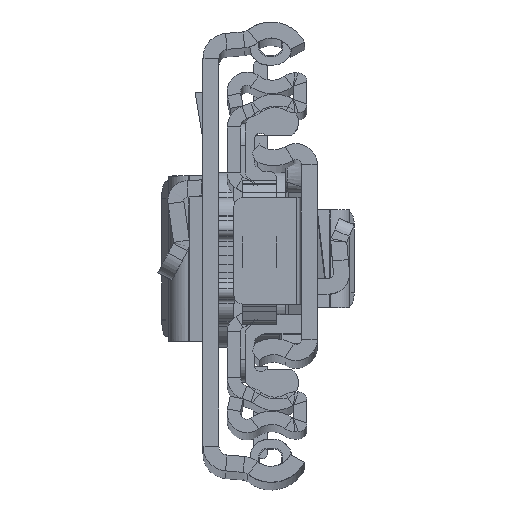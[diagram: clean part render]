
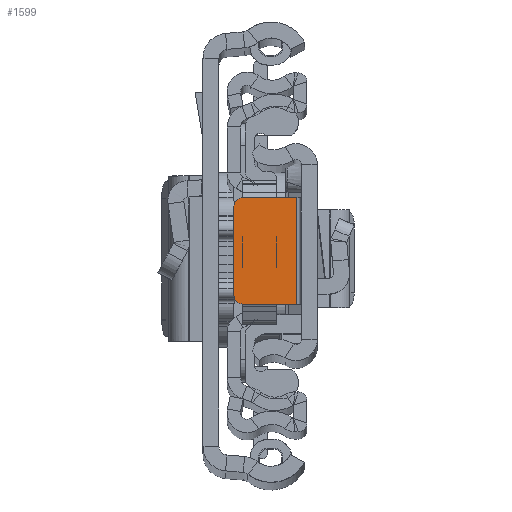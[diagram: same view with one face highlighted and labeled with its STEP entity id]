
A CAD part, top view. The second image highlights one B-rep face of the part: STEP entity #1599.
In plain terms, the highlighted planar face has unit normal (0, 0, 1).
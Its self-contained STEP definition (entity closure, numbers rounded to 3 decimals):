
#102 = ORIENTED_EDGE ( 'NONE', *, *, #8591, .T. ) ;
#198 = ORIENTED_EDGE ( 'NONE', *, *, #20327, .F. ) ;
#292 = CARTESIAN_POINT ( 'NONE',  ( -8.4, 6.151, -6.8 ) ) ;
#472 = CARTESIAN_POINT ( 'NONE',  ( -9.4, 5.151, -6.8 ) ) ;
#1304 = DIRECTION ( 'NONE',  ( 1., 0., 0. ) ) ;
#1599 = ADVANCED_FACE ( 'NONE', ( #26549 ), #5571, .T. ) ;
#1799 = CIRCLE ( 'NONE', #27382, 1. ) ;
#3481 = EDGE_CURVE ( 'NONE', #18001, #13116, #25681, .T. ) ;
#4100 = CIRCLE ( 'NONE', #29675, 1. ) ;
#5223 = ORIENTED_EDGE ( 'NONE', *, *, #3481, .F. ) ;
#5571 = PLANE ( 'NONE',  #7225 ) ;
#6006 = CARTESIAN_POINT ( 'NONE',  ( -8.4, -4.849, -6.8 ) ) ;
#6127 = DIRECTION ( 'NONE',  ( -1., 0., 0. ) ) ;
#6550 = EDGE_LOOP ( 'NONE', ( #198, #102, #27812, #29483, #5223, #24173 ) ) ;
#7178 = CARTESIAN_POINT ( 'NONE',  ( -9.4, 6.151, -6.8 ) ) ;
#7225 = AXIS2_PLACEMENT_3D ( 'NONE', #23986, #29127, #1304 ) ;
#7955 = VECTOR ( 'NONE', #22083, 1000. ) ;
#8056 = LINE ( 'NONE', #8345, #7955 ) ;
#8214 = CARTESIAN_POINT ( 'NONE',  ( -8.4, -5.849, -6.8 ) ) ;
#8333 = VECTOR ( 'NONE', #27879, 1000. ) ;
#8345 = CARTESIAN_POINT ( 'NONE',  ( -2.3, 6.151, -6.8 ) ) ;
#8591 = EDGE_CURVE ( 'NONE', #10677, #11366, #4100, .T. ) ;
#10229 = VERTEX_POINT ( 'NONE', #472 ) ;
#10677 = VERTEX_POINT ( 'NONE', #23051 ) ;
#11366 = VERTEX_POINT ( 'NONE', #8214 ) ;
#13074 = LINE ( 'NONE', #17594, #28034 ) ;
#13116 = VERTEX_POINT ( 'NONE', #28766 ) ;
#14112 = LINE ( 'NONE', #7178, #8333 ) ;
#14221 = CARTESIAN_POINT ( 'NONE',  ( -1.8, 6.151, -6.8 ) ) ;
#14371 = DIRECTION ( 'NONE',  ( 1., 0., 0. ) ) ;
#15004 = CARTESIAN_POINT ( 'NONE',  ( -8.4, 5.151, -6.8 ) ) ;
#15223 = DIRECTION ( 'NONE',  ( 0., 0., 1. ) ) ;
#15286 = DIRECTION ( 'NONE',  ( 0., 0., 1. ) ) ;
#15662 = EDGE_CURVE ( 'NONE', #18001, #10229, #1799, .T. ) ;
#17594 = CARTESIAN_POINT ( 'NONE',  ( -9.4, -5.849, -6.8 ) ) ;
#18001 = VERTEX_POINT ( 'NONE', #292 ) ;
#18865 = EDGE_CURVE ( 'NONE', #28491, #11366, #13074, .T. ) ;
#19686 = VECTOR ( 'NONE', #14371, 1000. ) ;
#20327 = EDGE_CURVE ( 'NONE', #10677, #10229, #14112, .T. ) ;
#22083 = DIRECTION ( 'NONE',  ( 0., -1., 0. ) ) ;
#23051 = CARTESIAN_POINT ( 'NONE',  ( -9.4, -4.849, -6.8 ) ) ;
#23986 = CARTESIAN_POINT ( 'NONE',  ( 0., 0., -6.8 ) ) ;
#24173 = ORIENTED_EDGE ( 'NONE', *, *, #15662, .T. ) ;
#24195 = DIRECTION ( 'NONE',  ( 1., 0., 0. ) ) ;
#24237 = CARTESIAN_POINT ( 'NONE',  ( -2.3, -5.849, -6.8 ) ) ;
#24426 = DIRECTION ( 'NONE',  ( 1., 0., 0. ) ) ;
#25681 = LINE ( 'NONE', #14221, #19686 ) ;
#26549 = FACE_OUTER_BOUND ( 'NONE', #6550, .T. ) ;
#27382 = AXIS2_PLACEMENT_3D ( 'NONE', #15004, #15286, #24195 ) ;
#27812 = ORIENTED_EDGE ( 'NONE', *, *, #18865, .F. ) ;
#27879 = DIRECTION ( 'NONE',  ( 0., 1., 0. ) ) ;
#28034 = VECTOR ( 'NONE', #6127, 1000. ) ;
#28491 = VERTEX_POINT ( 'NONE', #24237 ) ;
#28766 = CARTESIAN_POINT ( 'NONE',  ( -2.3, 6.151, -6.8 ) ) ;
#29127 = DIRECTION ( 'NONE',  ( 0., 0., 1. ) ) ;
#29483 = ORIENTED_EDGE ( 'NONE', *, *, #29812, .F. ) ;
#29675 = AXIS2_PLACEMENT_3D ( 'NONE', #6006, #15223, #24426 ) ;
#29812 = EDGE_CURVE ( 'NONE', #13116, #28491, #8056, .T. ) ;
